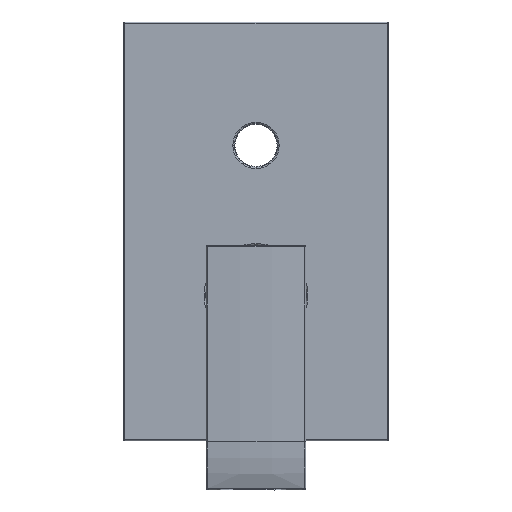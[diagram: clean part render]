
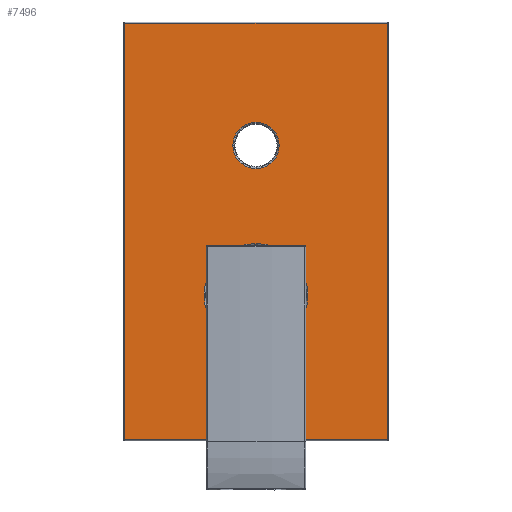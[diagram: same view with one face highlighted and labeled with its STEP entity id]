
A CAD part, top view. The second image highlights one B-rep face of the part: STEP entity #7496.
In plain terms, the highlighted planar face has unit normal (0, 0, 1).
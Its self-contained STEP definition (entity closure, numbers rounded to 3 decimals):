
#6282=DIRECTION('',(-1.,0.,0.));
#6283=VECTOR('',#6282,119.);
#6284=CARTESIAN_POINT('',(59.5,123.5,-2.));
#6285=LINE('',#6284,#6283);
#6286=DIRECTION('',(0.,1.,0.));
#6287=VECTOR('',#6286,189.);
#6288=CARTESIAN_POINT('',(59.5,-65.5,-2.));
#6289=LINE('',#6288,#6287);
#6290=DIRECTION('',(1.,0.,0.));
#6291=VECTOR('',#6290,119.);
#6292=CARTESIAN_POINT('',(-59.5,-65.5,-2.));
#6293=LINE('',#6292,#6291);
#6294=DIRECTION('',(0.,-1.,0.));
#6295=VECTOR('',#6294,189.);
#6296=CARTESIAN_POINT('',(-59.5,123.5,-2.));
#6297=LINE('',#6296,#6295);
#6298=CARTESIAN_POINT('',(0.,0.,-2.));
#6299=DIRECTION('',(0.,0.,-1.));
#6300=DIRECTION('',(1.,0.,0.));
#6301=AXIS2_PLACEMENT_3D('',#6298,#6299,#6300);
#6303=CARTESIAN_POINT('',(0.,0.,-2.));
#6304=DIRECTION('',(0.,0.,-1.));
#6305=DIRECTION('',(-1.,0.,0.));
#6306=AXIS2_PLACEMENT_3D('',#6303,#6304,#6305);
#6308=CARTESIAN_POINT('',(0.,68.,-2.));
#6309=DIRECTION('',(0.,0.,-1.));
#6310=DIRECTION('',(-1.,0.,0.));
#6311=AXIS2_PLACEMENT_3D('',#6308,#6309,#6310);
#6313=CARTESIAN_POINT('',(0.,68.,-2.));
#6314=DIRECTION('',(0.,0.,-1.));
#6315=DIRECTION('',(1.,0.,0.));
#6316=AXIS2_PLACEMENT_3D('',#6313,#6314,#6315);
#7113=CARTESIAN_POINT('',(59.5,123.5,-2.));
#7114=CARTESIAN_POINT('',(-59.5,123.5,-2.));
#7115=VERTEX_POINT('',#7113);
#7116=VERTEX_POINT('',#7114);
#7121=CARTESIAN_POINT('',(-59.5,-65.5,-2.));
#7122=VERTEX_POINT('',#7121);
#7127=CARTESIAN_POINT('',(59.5,-65.5,-2.));
#7128=VERTEX_POINT('',#7127);
#7133=CARTESIAN_POINT('',(23.5,0.,-2.));
#7134=CARTESIAN_POINT('',(-23.5,0.,-2.));
#7135=VERTEX_POINT('',#7133);
#7136=VERTEX_POINT('',#7134);
#7141=CARTESIAN_POINT('',(-10.5,68.,-2.));
#7142=CARTESIAN_POINT('',(10.5,68.,-2.));
#7143=VERTEX_POINT('',#7141);
#7144=VERTEX_POINT('',#7142);
#7470=CARTESIAN_POINT('',(0.,29.,-2.));
#7471=DIRECTION('',(0.,0.,1.));
#7472=DIRECTION('',(1.,0.,0.));
#7473=AXIS2_PLACEMENT_3D('',#7470,#7471,#7472);
#7474=PLANE('',#7473);
#7476=ORIENTED_EDGE('',*,*,#7475,.F.);
#7478=ORIENTED_EDGE('',*,*,#7477,.F.);
#7480=ORIENTED_EDGE('',*,*,#7479,.F.);
#7482=ORIENTED_EDGE('',*,*,#7481,.F.);
#7483=EDGE_LOOP('',(#7476,#7478,#7480,#7482));
#7484=FACE_OUTER_BOUND('',#7483,.F.);
#7486=ORIENTED_EDGE('',*,*,#7485,.F.);
#7488=ORIENTED_EDGE('',*,*,#7487,.F.);
#7489=EDGE_LOOP('',(#7486,#7488));
#7490=FACE_BOUND('',#7489,.F.);
#7492=ORIENTED_EDGE('',*,*,#7491,.F.);
#7493=ORIENTED_EDGE('',*,*,#7453,.F.);
#7494=EDGE_LOOP('',(#7492,#7493));
#7495=FACE_BOUND('',#7494,.F.);
#7496=ADVANCED_FACE('',(#7484,#7490,#7495),#7474,.T.);
#6302=CIRCLE('',#6301,23.5);
#6307=CIRCLE('',#6306,23.5);
#6312=CIRCLE('',#6311,10.5);
#6317=CIRCLE('',#6316,10.5);
#7453=EDGE_CURVE('',#7144,#7143,#6317,.T.);
#7475=EDGE_CURVE('',#7115,#7116,#6285,.T.);
#7477=EDGE_CURVE('',#7128,#7115,#6289,.T.);
#7479=EDGE_CURVE('',#7122,#7128,#6293,.T.);
#7481=EDGE_CURVE('',#7116,#7122,#6297,.T.);
#7485=EDGE_CURVE('',#7135,#7136,#6302,.T.);
#7487=EDGE_CURVE('',#7136,#7135,#6307,.T.);
#7491=EDGE_CURVE('',#7143,#7144,#6312,.T.);
